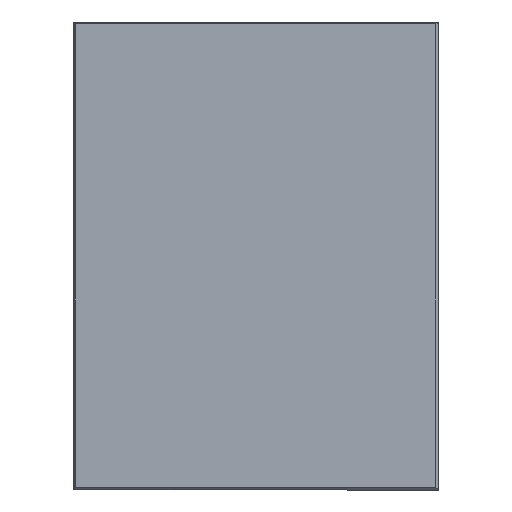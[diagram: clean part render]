
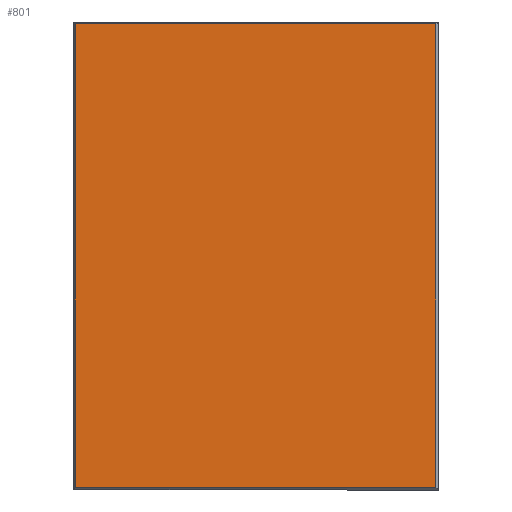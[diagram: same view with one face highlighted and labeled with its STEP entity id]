
A CAD part, left-side view. The second image highlights one B-rep face of the part: STEP entity #801.
In plain terms, the highlighted planar face has unit normal (-1, 0, 0).
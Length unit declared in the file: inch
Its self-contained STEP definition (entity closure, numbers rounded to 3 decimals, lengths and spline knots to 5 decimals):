
#57 = FACE_OUTER_BOUND ( 'NONE', #437, .T. ) ;
#66 = CARTESIAN_POINT ( 'NONE',  ( -3.01, -0.9495, 0. ) ) ;
#183 = CARTESIAN_POINT ( 'NONE',  ( -3.01, 0.95345, -1.2415 ) ) ;
#207 = ORIENTED_EDGE ( 'NONE', *, *, #614, .T. ) ;
#224 = CARTESIAN_POINT ( 'NONE',  ( -3.01, 0., 0. ) ) ;
#237 = VERTEX_POINT ( 'NONE', #484 ) ;
#275 = LINE ( 'NONE', #66, #534 ) ;
#321 = DIRECTION ( 'NONE',  ( -1., 0., 0. ) ) ;
#348 = LINE ( 'NONE', #183, #1097 ) ;
#359 = VERTEX_POINT ( 'NONE', #707 ) ;
#361 = CARTESIAN_POINT ( 'NONE',  ( -3.01, -0.9495, 1.22583 ) ) ;
#393 = CARTESIAN_POINT ( 'NONE',  ( -3.01, 0.9695, 1.22583 ) ) ;
#411 = ORIENTED_EDGE ( 'NONE', *, *, #788, .T. ) ;
#426 = CARTESIAN_POINT ( 'NONE',  ( -3.01, 0., -1.2215 ) ) ;
#437 = EDGE_LOOP ( 'NONE', ( #988, #411, #963, #207 ) ) ;
#478 = LINE ( 'NONE', #426, #1126 ) ;
#484 = CARTESIAN_POINT ( 'NONE',  ( -3.01, 0.95345, -1.2215 ) ) ;
#534 = VECTOR ( 'NONE', #1141, 39.37008 ) ;
#565 = EDGE_CURVE ( 'NONE', #990, #237, #348, .T. ) ;
#614 = EDGE_CURVE ( 'NONE', #1022, #990, #830, .T. ) ;
#645 = CARTESIAN_POINT ( 'NONE',  ( -3.01, 0.95345, 1.22583 ) ) ;
#707 = CARTESIAN_POINT ( 'NONE',  ( -3.01, -0.9495, -1.2215 ) ) ;
#788 = EDGE_CURVE ( 'NONE', #237, #359, #478, .T. ) ;
#790 = EDGE_CURVE ( 'NONE', #359, #1022, #275, .T. ) ;
#801 = ADVANCED_FACE ( 'NONE', ( #57 ), #1052, .T. ) ;
#830 = LINE ( 'NONE', #393, #1021 ) ;
#887 = DIRECTION ( 'NONE',  ( 0., -1., 0. ) ) ;
#963 = ORIENTED_EDGE ( 'NONE', *, *, #790, .T. ) ;
#988 = ORIENTED_EDGE ( 'NONE', *, *, #565, .T. ) ;
#990 = VERTEX_POINT ( 'NONE', #645 ) ;
#1001 = AXIS2_PLACEMENT_3D ( 'NONE', #224, #321, #1067 ) ;
#1016 = DIRECTION ( 'NONE',  ( 0., 0., -1. ) ) ;
#1021 = VECTOR ( 'NONE', #1040, 39.37008 ) ;
#1022 = VERTEX_POINT ( 'NONE', #361 ) ;
#1040 = DIRECTION ( 'NONE',  ( 0., 1., 0. ) ) ;
#1052 = PLANE ( 'NONE',  #1001 ) ;
#1067 = DIRECTION ( 'NONE',  ( 0., 0., 1. ) ) ;
#1097 = VECTOR ( 'NONE', #1016, 39.37008 ) ;
#1126 = VECTOR ( 'NONE', #887, 39.37008 ) ;
#1141 = DIRECTION ( 'NONE',  ( 0., 0., 1. ) ) ;
